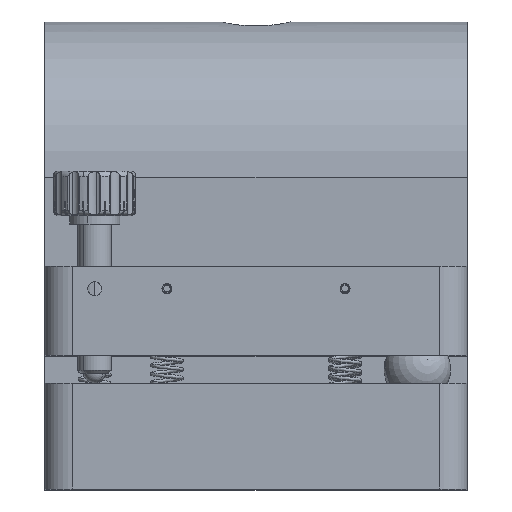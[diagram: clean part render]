
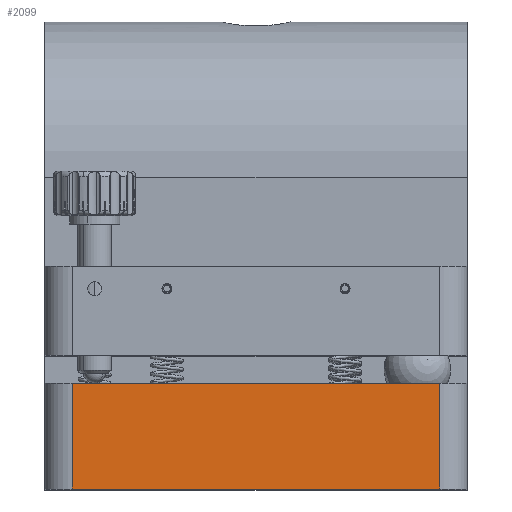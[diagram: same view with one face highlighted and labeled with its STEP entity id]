
A CAD part, top view. The second image highlights one B-rep face of the part: STEP entity #2099.
In plain terms, the highlighted planar face has unit normal (0, 0, 1).
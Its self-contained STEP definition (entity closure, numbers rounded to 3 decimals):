
#2099 = ADVANCED_FACE ( 'NONE', ( #48421 ), #35909, .F. ) ;
#4026 = VECTOR ( 'NONE', #35449, 1000. ) ;
#8161 = ORIENTED_EDGE ( 'NONE', *, *, #45364, .T. ) ;
#13394 = AXIS2_PLACEMENT_3D ( 'NONE', #52751, #14155, #27080 ) ;
#13862 = VERTEX_POINT ( 'NONE', #23051 ) ;
#13948 = EDGE_CURVE ( 'NONE', #45822, #35262, #23908, .T. ) ;
#14155 = DIRECTION ( 'NONE',  ( 0., 0., -1. ) ) ;
#14864 = VECTOR ( 'NONE', #16428, 1000. ) ;
#16428 = DIRECTION ( 'NONE',  ( -1., 0., 0. ) ) ;
#18370 = CARTESIAN_POINT ( 'NONE',  ( -33., 19., 44. ) ) ;
#21206 = VECTOR ( 'NONE', #27162, 1000. ) ;
#21995 = CARTESIAN_POINT ( 'NONE',  ( 33., 19., 44. ) ) ;
#23051 = CARTESIAN_POINT ( 'NONE',  ( 33., 0., 44. ) ) ;
#23908 = LINE ( 'NONE', #48511, #21206 ) ;
#26649 = EDGE_CURVE ( 'NONE', #13862, #45022, #40372, .T. ) ;
#27080 = DIRECTION ( 'NONE',  ( -1., 0., 0. ) ) ;
#27162 = DIRECTION ( 'NONE',  ( -1., 0., 0. ) ) ;
#30929 = LINE ( 'NONE', #18370, #4026 ) ;
#33699 = EDGE_LOOP ( 'NONE', ( #45490, #8161, #35107, #35751 ) ) ;
#34961 = CARTESIAN_POINT ( 'NONE',  ( -33., 19., 44. ) ) ;
#35107 = ORIENTED_EDGE ( 'NONE', *, *, #26649, .F. ) ;
#35262 = VERTEX_POINT ( 'NONE', #34961 ) ;
#35449 = DIRECTION ( 'NONE',  ( 0., -1., 0. ) ) ;
#35751 = ORIENTED_EDGE ( 'NONE', *, *, #39629, .T. ) ;
#35909 = PLANE ( 'NONE',  #13394 ) ;
#39629 = EDGE_CURVE ( 'NONE', #13862, #45822, #51154, .T. ) ;
#40372 = LINE ( 'NONE', #51278, #14864 ) ;
#43259 = CARTESIAN_POINT ( 'NONE',  ( -33., 0., 44. ) ) ;
#45022 = VERTEX_POINT ( 'NONE', #43259 ) ;
#45147 = CARTESIAN_POINT ( 'NONE',  ( 33., 19., 44. ) ) ;
#45364 = EDGE_CURVE ( 'NONE', #35262, #45022, #30929, .T. ) ;
#45490 = ORIENTED_EDGE ( 'NONE', *, *, #13948, .T. ) ;
#45822 = VERTEX_POINT ( 'NONE', #21995 ) ;
#47132 = VECTOR ( 'NONE', #54131, 1000. ) ;
#48421 = FACE_OUTER_BOUND ( 'NONE', #33699, .T. ) ;
#48511 = CARTESIAN_POINT ( 'NONE',  ( 38., 19., 44. ) ) ;
#51154 = LINE ( 'NONE', #45147, #47132 ) ;
#51278 = CARTESIAN_POINT ( 'NONE',  ( 38., 0., 44. ) ) ;
#52751 = CARTESIAN_POINT ( 'NONE',  ( 38., 19., 44. ) ) ;
#54131 = DIRECTION ( 'NONE',  ( 0., 1., 0. ) ) ;
